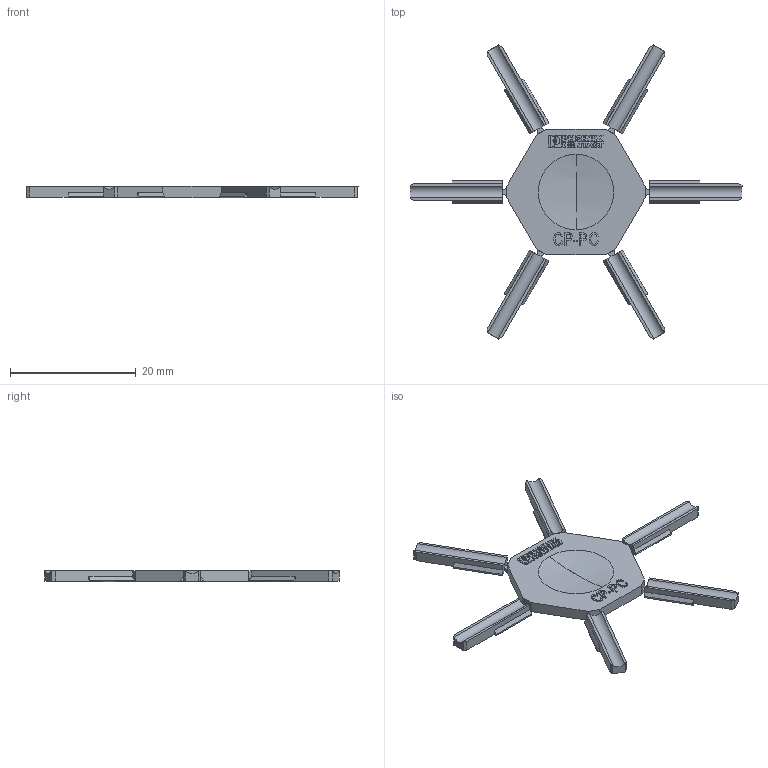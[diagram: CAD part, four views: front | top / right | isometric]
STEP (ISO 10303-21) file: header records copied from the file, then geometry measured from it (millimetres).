
FILE_DESCRIPTION(('Creo Elements/Direct Modeling STEP Export'),'2;1');
FILE_NAME('model.stp','2018-02-10T 6:56:14',(''),(''),'Creo Elements/Direct Modeling STEP processor for AP214 (Solid Model)','Creo Elements/Direct Modeling 18.1I 14-Aug-2016 (C) Parametric Technology GmbH','');
FILE_SCHEMA(('AUTOMOTIVE_DESIGN { 1 0 10303 214 1 1 1 1 }'));
Length unit declared in the file: millimetre
Products named in the file (2): 1701967_CP_PC_RD
Assembly tree (1 placements, depth 2):
  1701967_CP_PC_RD
    1701967_CP_PC_RD
Bounding box: 52.8 x 46.78 x 1.9 mm (x, y, z)
Volume: 923.9 mm3; surface area: 1735.5 mm2
Topology: 1 solids, 1 shells, 449 faces, 1260 edges, 838 vertices
Faces by surface type: plane 394, extrusion 33, cylinder 18, sphere 4
Entity records: 18725 total; most frequent: CARTESIAN_POINT 3733, ORIENTED_EDGE 2512, DIRECTION 2047, EDGE_CURVE 1256, VECTOR 1161, LINE 1128, VERTEX_POINT 838, EDGE_LOOP 478
